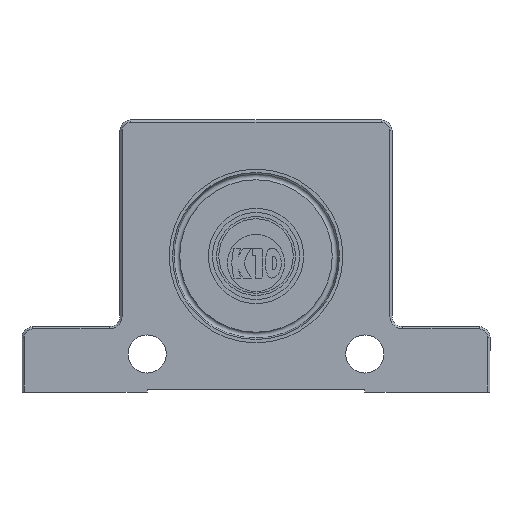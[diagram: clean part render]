
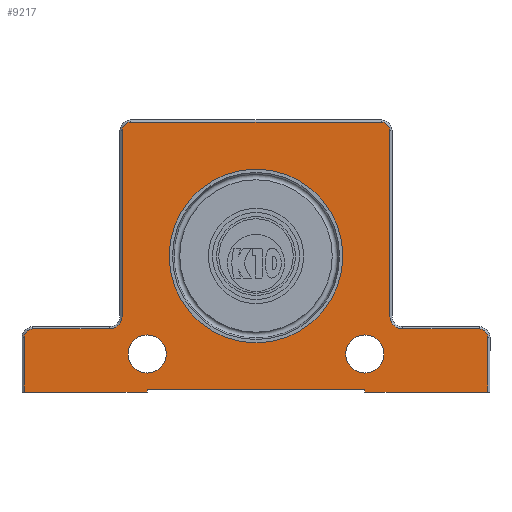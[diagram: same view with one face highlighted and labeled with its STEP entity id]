
A CAD part, left-side view. The second image highlights one B-rep face of the part: STEP entity #9217.
In plain terms, the highlighted planar face has unit normal (-1, 0, 0).
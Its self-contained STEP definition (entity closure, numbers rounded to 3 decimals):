
#8033=CARTESIAN_POINT('',(-10.0,-42.6,0.0));
#8034=VERTEX_POINT('',#8033);
#8051=CARTESIAN_POINT('',(-10.0,-42.6,10.));
#8052=VERTEX_POINT('',#8051);
#8059=CARTESIAN_POINT('',(-10.0,-42.6,10.));
#8060=DIRECTION('',(0.0,0.0,-1.0));
#8061=VECTOR('',#8060,10.);
#8062=LINE('',#8059,#8061);
#8063=EDGE_CURVE('',#8052,#8034,#8062,.T.);
#8075=CARTESIAN_POINT('',(-10.0,-41.0,11.6));
#8076=VERTEX_POINT('',#8075);
#8083=CARTESIAN_POINT('',(-10.0,-41.0,10.));
#8084=DIRECTION('',(1.0,0.0,0.0));
#8085=DIRECTION('',(0.0,-0.707,0.707));
#8086=AXIS2_PLACEMENT_3D('',#8083,#8084,#8085);
#8087=CIRCLE('',#8086,1.6);
#8088=EDGE_CURVE('',#8076,#8052,#8087,.T.);
#8108=CARTESIAN_POINT('',(-10.0,-27.,11.6));
#8109=VERTEX_POINT('',#8108);
#8116=CARTESIAN_POINT('',(-10.0,-27.,11.6));
#8117=DIRECTION('',(0.0,-1.0,0.0));
#8118=VECTOR('',#8117,14.);
#8119=LINE('',#8116,#8118);
#8120=EDGE_CURVE('',#8109,#8076,#8119,.T.);
#8137=CARTESIAN_POINT('',(-10.0,-24.6,14.));
#8138=VERTEX_POINT('',#8137);
#8145=CARTESIAN_POINT('',(-10.0,-27.,14.));
#8146=DIRECTION('',(-1.0,0.0,0.0));
#8147=DIRECTION('',(0.0,0.707,-0.707));
#8148=AXIS2_PLACEMENT_3D('',#8145,#8146,#8147);
#8149=CIRCLE('',#8148,2.4);
#8150=EDGE_CURVE('',#8138,#8109,#8149,.T.);
#8168=CARTESIAN_POINT('',(-10.0,-24.6,48.));
#8169=VERTEX_POINT('',#8168);
#8176=CARTESIAN_POINT('',(-10.0,-24.6,48.));
#8177=DIRECTION('',(0.0,0.0,-1.0));
#8178=VECTOR('',#8177,34.0);
#8179=LINE('',#8176,#8178);
#8180=EDGE_CURVE('',#8169,#8138,#8179,.T.);
#8194=CARTESIAN_POINT('',(-10.0,-23.,49.6));
#8195=VERTEX_POINT('',#8194);
#8202=CARTESIAN_POINT('',(-10.0,-23.,48.));
#8203=DIRECTION('',(1.0,0.0,0.0));
#8204=DIRECTION('',(0.0,-0.707,0.707));
#8205=AXIS2_PLACEMENT_3D('',#8202,#8203,#8204);
#8206=CIRCLE('',#8205,1.6);
#8207=EDGE_CURVE('',#8195,#8169,#8206,.T.);
#8227=CARTESIAN_POINT('',(-10.0,23.,49.6));
#8228=VERTEX_POINT('',#8227);
#8235=CARTESIAN_POINT('',(-10.0,23.,49.6));
#8236=DIRECTION('',(0.0,-1.0,0.0));
#8237=VECTOR('',#8236,46.0);
#8238=LINE('',#8235,#8237);
#8239=EDGE_CURVE('',#8228,#8195,#8238,.T.);
#8258=CARTESIAN_POINT('',(-10.0,24.6,48.0));
#8259=VERTEX_POINT('',#8258);
#8266=CARTESIAN_POINT('',(-10.0,23.,48.0));
#8267=DIRECTION('',(1.0,0.0,0.0));
#8268=DIRECTION('',(0.0,0.707,0.707));
#8269=AXIS2_PLACEMENT_3D('',#8266,#8267,#8268);
#8270=CIRCLE('',#8269,1.6);
#8271=EDGE_CURVE('',#8259,#8228,#8270,.T.);
#8291=CARTESIAN_POINT('',(-10.0,24.6,14.));
#8292=VERTEX_POINT('',#8291);
#8299=CARTESIAN_POINT('',(-10.0,24.6,14.));
#8300=DIRECTION('',(0.0,0.0,1.0));
#8301=VECTOR('',#8300,34.);
#8302=LINE('',#8299,#8301);
#8303=EDGE_CURVE('',#8292,#8259,#8302,.T.);
#8322=CARTESIAN_POINT('',(-10.0,27.,11.6));
#8323=VERTEX_POINT('',#8322);
#8330=CARTESIAN_POINT('',(-10.0,27.,14.));
#8331=DIRECTION('',(-1.,0.0,0.0));
#8332=DIRECTION('',(0.0,-0.707,-0.707));
#8333=AXIS2_PLACEMENT_3D('',#8330,#8331,#8332);
#8334=CIRCLE('',#8333,2.4);
#8335=EDGE_CURVE('',#8323,#8292,#8334,.T.);
#8355=CARTESIAN_POINT('',(-10.0,41.,11.6));
#8356=VERTEX_POINT('',#8355);
#8363=CARTESIAN_POINT('',(-10.0,41.,11.6));
#8364=DIRECTION('',(0.0,-1.0,0.0));
#8365=VECTOR('',#8364,14.);
#8366=LINE('',#8363,#8365);
#8367=EDGE_CURVE('',#8356,#8323,#8366,.T.);
#8386=CARTESIAN_POINT('',(-10.0,42.6,10.));
#8387=VERTEX_POINT('',#8386);
#8394=CARTESIAN_POINT('',(-10.0,41.,10.));
#8395=DIRECTION('',(1.0,0.0,0.0));
#8396=DIRECTION('',(0.0,0.707,0.707));
#8397=AXIS2_PLACEMENT_3D('',#8394,#8395,#8396);
#8398=CIRCLE('',#8397,1.6);
#8399=EDGE_CURVE('',#8387,#8356,#8398,.T.);
#8419=CARTESIAN_POINT('',(-10.0,42.6,0.0));
#8420=VERTEX_POINT('',#8419);
#8427=CARTESIAN_POINT('',(-10.0,42.6,0.0));
#8428=DIRECTION('',(0.0,0.0,1.0));
#8429=VECTOR('',#8428,10.);
#8430=LINE('',#8427,#8429);
#8431=EDGE_CURVE('',#8420,#8387,#8430,.T.);
#8464=CARTESIAN_POINT('',(-10.0,20.0,0.0));
#8465=VERTEX_POINT('',#8464);
#8472=CARTESIAN_POINT('',(-10.0,20.0,0.0));
#8473=DIRECTION('',(0.0,1.0,0.0));
#8474=VECTOR('',#8473,22.6);
#8475=LINE('',#8472,#8474);
#8476=EDGE_CURVE('',#8465,#8420,#8475,.T.);
#9062=CARTESIAN_POINT('',(-10.0,-20.0,0.5));
#9063=VERTEX_POINT('',#9062);
#9071=CARTESIAN_POINT('',(-10.0,-20.0,0.0));
#9072=VERTEX_POINT('',#9071);
#9079=CARTESIAN_POINT('',(-10.0,-20.0,0.5));
#9080=DIRECTION('',(0.0,0.0,-1.0));
#9081=VECTOR('',#9080,0.5);
#9082=LINE('',#9079,#9081);
#9083=EDGE_CURVE('',#9063,#9072,#9082,.T.);
#9093=CARTESIAN_POINT('',(-10.0,20.0,0.5));
#9094=VERTEX_POINT('',#9093);
#9101=CARTESIAN_POINT('',(-10.0,20.0,0.0));
#9102=DIRECTION('',(0.0,0.0,1.0));
#9103=VECTOR('',#9102,0.5);
#9104=LINE('',#9101,#9103);
#9105=EDGE_CURVE('',#8465,#9094,#9104,.T.);
#9119=CARTESIAN_POINT('',(-10.0,20.0,0.5));
#9120=DIRECTION('',(0.0,-1.0,0.0));
#9121=VECTOR('',#9120,40.0);
#9122=LINE('',#9119,#9121);
#9123=EDGE_CURVE('',#9094,#9063,#9122,.T.);
#9135=CARTESIAN_POINT('',(-10.0,-42.6,0.0));
#9136=DIRECTION('',(0.0,1.0,0.0));
#9137=VECTOR('',#9136,22.6);
#9138=LINE('',#9135,#9137);
#9139=EDGE_CURVE('',#8034,#9072,#9138,.T.);
#9159=CARTESIAN_POINT('',(-10.0,17.823,21.323));
#9160=DIRECTION('',(1.0,0.0,0.0));
#9161=DIRECTION('',(0.0,0.0,-1.0));
#9162=AXIS2_PLACEMENT_3D('',#9159,#9160,#9161);
#9163=PLANE('',#9162);
#9164=ORIENTED_EDGE('',*,*,#8431,.F.);
#9165=ORIENTED_EDGE('',*,*,#8476,.F.);
#9166=ORIENTED_EDGE('',*,*,#9105,.T.);
#9167=ORIENTED_EDGE('',*,*,#9123,.T.);
#9168=ORIENTED_EDGE('',*,*,#9083,.T.);
#9169=ORIENTED_EDGE('',*,*,#9139,.F.);
#9170=ORIENTED_EDGE('',*,*,#8063,.F.);
#9171=ORIENTED_EDGE('',*,*,#8088,.F.);
#9172=ORIENTED_EDGE('',*,*,#8120,.F.);
#9173=ORIENTED_EDGE('',*,*,#8150,.F.);
#9174=ORIENTED_EDGE('',*,*,#8180,.F.);
#9175=ORIENTED_EDGE('',*,*,#8207,.F.);
#9176=ORIENTED_EDGE('',*,*,#8239,.F.);
#9177=ORIENTED_EDGE('',*,*,#8271,.F.);
#9178=ORIENTED_EDGE('',*,*,#8303,.F.);
#9179=ORIENTED_EDGE('',*,*,#8335,.F.);
#9180=ORIENTED_EDGE('',*,*,#8367,.F.);
#9181=ORIENTED_EDGE('',*,*,#8399,.F.);
#9182=EDGE_LOOP('',(#9164,#9165,#9166,#9167,#9168,#9169,#9170,#9171,#9172,#9173,#9174,#9175,#9176,#9177,#9178,#9179,#9180,#9181));
#9183=FACE_OUTER_BOUND('',#9182,.T.);
#9184=CARTESIAN_POINT('',(-10.0,-20.0,10.5));
#9185=VERTEX_POINT('',#9184);
#9186=CARTESIAN_POINT('',(-10.0,-20.0,7.));
#9187=DIRECTION('',(1.0,0.0,0.0));
#9188=DIRECTION('',(0.0,0.0,-1.0));
#9189=AXIS2_PLACEMENT_3D('',#9186,#9187,#9188);
#9190=CIRCLE('',#9189,3.5);
#9191=EDGE_CURVE('',#9185,#9185,#9190,.T.);
#9192=ORIENTED_EDGE('',*,*,#9191,.T.);
#9193=EDGE_LOOP('',(#9192));
#9194=FACE_BOUND('',#9193,.T.);
#9195=CARTESIAN_POINT('',(-10.0,20.0,10.5));
#9196=VERTEX_POINT('',#9195);
#9197=CARTESIAN_POINT('',(-10.0,20.0,7.));
#9198=DIRECTION('',(1.0,0.0,0.0));
#9199=DIRECTION('',(0.0,0.0,-1.0));
#9200=AXIS2_PLACEMENT_3D('',#9197,#9198,#9199);
#9201=CIRCLE('',#9200,3.5);
#9202=EDGE_CURVE('',#9196,#9196,#9201,.T.);
#9203=ORIENTED_EDGE('',*,*,#9202,.T.);
#9204=EDGE_LOOP('',(#9203));
#9205=FACE_BOUND('',#9204,.T.);
#9206=CARTESIAN_POINT('',(-10.0,0.0,9.05));
#9207=VERTEX_POINT('',#9206);
#9208=CARTESIAN_POINT('',(-10.0,0.0,25.));
#9209=DIRECTION('',(1.0,0.0,0.));
#9210=DIRECTION('',(0.,0.0,-1.0));
#9211=AXIS2_PLACEMENT_3D('',#9208,#9209,#9210);
#9212=CIRCLE('',#9211,15.95);
#9213=EDGE_CURVE('',#9207,#9207,#9212,.T.);
#9214=ORIENTED_EDGE('',*,*,#9213,.T.);
#9215=EDGE_LOOP('',(#9214));
#9216=FACE_BOUND('',#9215,.T.);
#9217=ADVANCED_FACE('',(#9183,#9194,#9205,#9216),#9163,.F.);
